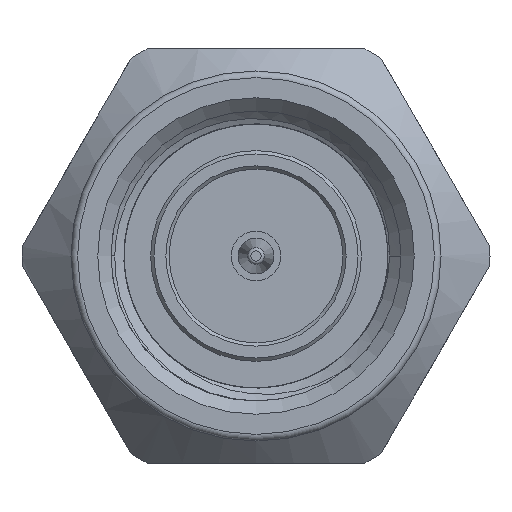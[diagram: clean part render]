
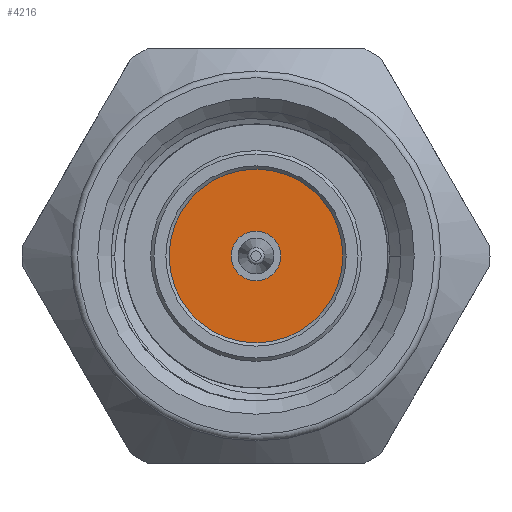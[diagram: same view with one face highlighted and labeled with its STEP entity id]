
A CAD part, left-side view. The second image highlights one B-rep face of the part: STEP entity #4216.
In plain terms, the highlighted planar face has unit normal (-1, 0, 0).
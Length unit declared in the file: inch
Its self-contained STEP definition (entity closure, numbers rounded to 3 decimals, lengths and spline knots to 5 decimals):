
#564 = CARTESIAN_POINT ( 'NONE',  ( 0.315, -0.131, 0. ) ) ;
#675 = DIRECTION ( 'NONE',  ( -1., 0., 0. ) ) ;
#773 = AXIS2_PLACEMENT_3D ( 'NONE', #3151, #4072, #3728 ) ;
#844 = VERTEX_POINT ( 'NONE', #1360 ) ;
#1001 = DIRECTION ( 'NONE',  ( 0., -1., 0. ) ) ;
#1185 = VERTEX_POINT ( 'NONE', #564 ) ;
#1360 = CARTESIAN_POINT ( 'NONE',  ( 0.315, 0.0375, 0. ) ) ;
#1403 = FACE_OUTER_BOUND ( 'NONE', #5240, .T. ) ;
#1547 = CARTESIAN_POINT ( 'NONE',  ( 0.315, 0., 0. ) ) ;
#2333 = AXIS2_PLACEMENT_3D ( 'NONE', #4962, #3279, #1001 ) ;
#2520 = EDGE_CURVE ( 'NONE', #844, #844, #5361, .T. ) ;
#3151 = CARTESIAN_POINT ( 'NONE',  ( 0.315, 0., 0. ) ) ;
#3279 = DIRECTION ( 'NONE',  ( -1., 0., 0. ) ) ;
#3595 = EDGE_LOOP ( 'NONE', ( #5205 ) ) ;
#3728 = DIRECTION ( 'NONE',  ( 0., 1., 0. ) ) ;
#4072 = DIRECTION ( 'NONE',  ( 1., 0., 0. ) ) ;
#4099 = ORIENTED_EDGE ( 'NONE', *, *, #4739, .T. ) ;
#4216 = ADVANCED_FACE ( 'NONE', ( #5071, #1403 ), #4678, .T. ) ;
#4678 = PLANE ( 'NONE',  #5777 ) ;
#4728 = DIRECTION ( 'NONE',  ( 0., -1., 0. ) ) ;
#4739 = EDGE_CURVE ( 'NONE', #1185, #1185, #5279, .T. ) ;
#4962 = CARTESIAN_POINT ( 'NONE',  ( 0.315, 0., 0. ) ) ;
#5071 = FACE_BOUND ( 'NONE', #3595, .T. ) ;
#5205 = ORIENTED_EDGE ( 'NONE', *, *, #2520, .T. ) ;
#5240 = EDGE_LOOP ( 'NONE', ( #4099 ) ) ;
#5279 = CIRCLE ( 'NONE', #2333, 0.131 ) ;
#5361 = CIRCLE ( 'NONE', #773, 0.0375 ) ;
#5777 = AXIS2_PLACEMENT_3D ( 'NONE', #1547, #675, #4728 ) ;
